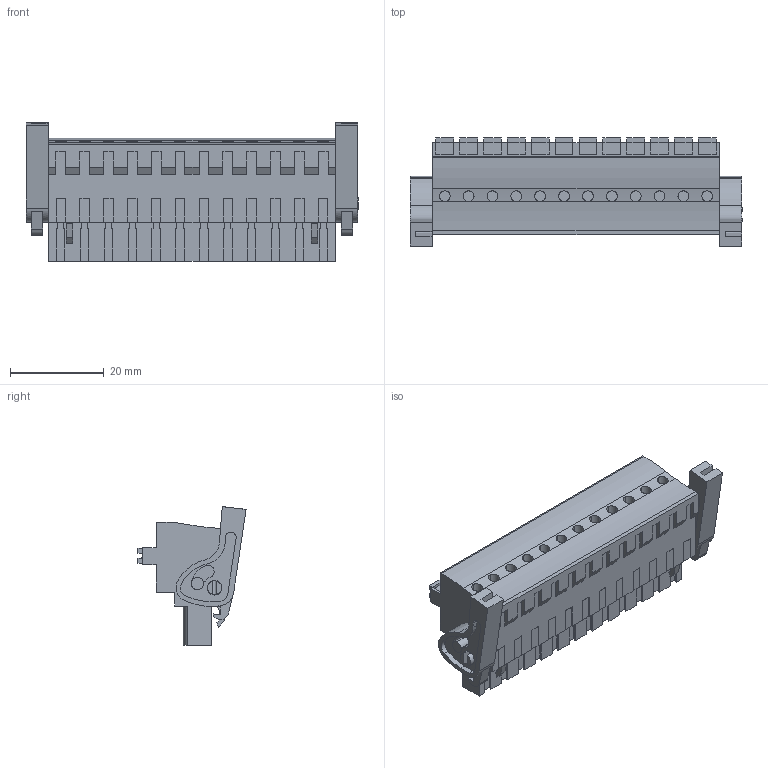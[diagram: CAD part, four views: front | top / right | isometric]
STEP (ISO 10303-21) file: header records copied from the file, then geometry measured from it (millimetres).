
FILE_DESCRIPTION(('CATIA V5 STEP Exchange','CAx-IF Rec.Pracs.--- Model Styling and Organization---1.2---2011-12-15'),'2;1');
FILE_NAME ('D1461201_0_1983180000_1983180000.stp','2017-10-30T15:44:36+00:00',('none'),('Weidmueller'),'CATIA Version 5-6 Release 2014','CATIA V5 STEP AP214','none');
FILE_SCHEMA(('AUTOMOTIVE_DESIGN { 1 0 10303 214 1 1 1 1 }'));
Length unit declared in the file: millimetre
Products named in the file (1): 1983180000
Bounding box: 70.66 x 23.02 x 29.52 mm (x, y, z)
Volume: 19112.9 mm3; surface area: 10549.4 mm2
Topology: 15 solids, 15 shells, 958 faces, 2653 edges, 1785 vertices
Faces by surface type: plane 771, cylinder 187
Entity records: 27775 total; most frequent: ORIENTED_EDGE 5306, CARTESIAN_POINT 5219, DIRECTION 3535, EDGE_CURVE 2653, VECTOR 2255, LINE 2255, VERTEX_POINT 1785, EDGE_LOOP 1026
